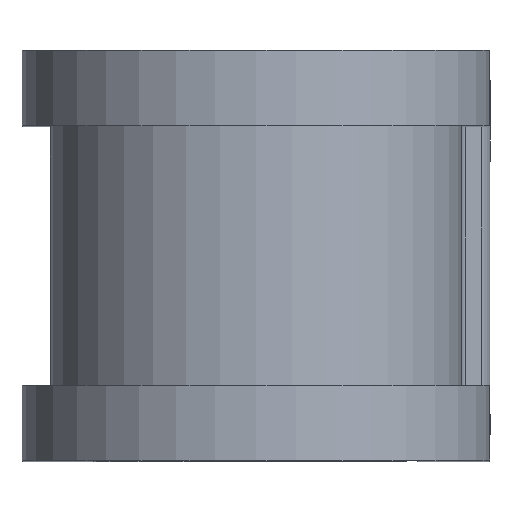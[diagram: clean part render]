
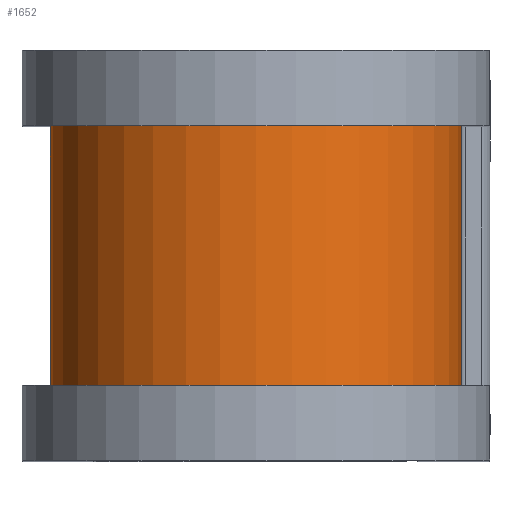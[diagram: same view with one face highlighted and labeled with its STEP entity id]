
A CAD part, top view. The second image highlights one B-rep face of the part: STEP entity #1652.
In plain terms, the highlighted cylindrical face has radius 11.062 mm (diameter 22.123 mm), a partial arc.
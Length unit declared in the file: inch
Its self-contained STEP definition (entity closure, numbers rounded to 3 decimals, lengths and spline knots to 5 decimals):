
#26 = CIRCLE ( 'NONE', #747, 0.4355 ) ;
#103 = CARTESIAN_POINT ( 'NONE',  ( 0., -0.275, 0.687 ) ) ;
#168 = EDGE_CURVE ( 'NONE', #530, #681, #2072, .T. ) ;
#169 = VERTEX_POINT ( 'NONE', #1562 ) ;
#262 = DIRECTION ( 'NONE',  ( 0., 0., -1. ) ) ;
#292 = LINE ( 'NONE', #1521, #1987 ) ;
#324 = DIRECTION ( 'NONE',  ( 0., -1., 0. ) ) ;
#530 = VERTEX_POINT ( 'NONE', #711 ) ;
#587 = CARTESIAN_POINT ( 'NONE',  ( 0., 0.375, 0.687 ) ) ;
#607 = ORIENTED_EDGE ( 'NONE', *, *, #881, .F. ) ;
#681 = VERTEX_POINT ( 'NONE', #1037 ) ;
#711 = CARTESIAN_POINT ( 'NONE',  ( 0.4355, -0.275, 0.687 ) ) ;
#747 = AXIS2_PLACEMENT_3D ( 'NONE', #920, #2067, #1078 ) ;
#751 = DIRECTION ( 'NONE',  ( 0., -1., 0. ) ) ;
#881 = EDGE_CURVE ( 'NONE', #1203, #530, #2101, .T. ) ;
#885 = ORIENTED_EDGE ( 'NONE', *, *, #168, .F. ) ;
#920 = CARTESIAN_POINT ( 'NONE',  ( 0., 0.275, 0.687 ) ) ;
#961 = EDGE_CURVE ( 'NONE', #169, #681, #292, .T. ) ;
#982 = CARTESIAN_POINT ( 'NONE',  ( 0.4355, 0.375, 0.687 ) ) ;
#1023 = ORIENTED_EDGE ( 'NONE', *, *, #1630, .T. ) ;
#1037 = CARTESIAN_POINT ( 'NONE',  ( -0.4355, -0.275, 0.687 ) ) ;
#1051 = DIRECTION ( 'NONE',  ( 0., -1., 0. ) ) ;
#1070 = AXIS2_PLACEMENT_3D ( 'NONE', #587, #751, #1730 ) ;
#1078 = DIRECTION ( 'NONE',  ( 0., 0., -1. ) ) ;
#1098 = ORIENTED_EDGE ( 'NONE', *, *, #961, .T. ) ;
#1162 = CARTESIAN_POINT ( 'NONE',  ( 0.4355, 0.275, 0.687 ) ) ;
#1203 = VERTEX_POINT ( 'NONE', #1162 ) ;
#1231 = VECTOR ( 'NONE', #324, 39.37008 ) ;
#1243 = FACE_OUTER_BOUND ( 'NONE', #1380, .T. ) ;
#1250 = DIRECTION ( 'NONE',  ( 0., -1., 0. ) ) ;
#1380 = EDGE_LOOP ( 'NONE', ( #607, #1023, #1098, #885 ) ) ;
#1521 = CARTESIAN_POINT ( 'NONE',  ( -0.4355, 0.375, 0.687 ) ) ;
#1562 = CARTESIAN_POINT ( 'NONE',  ( -0.4355, 0.275, 0.687 ) ) ;
#1606 = CYLINDRICAL_SURFACE ( 'NONE', #1070, 0.4355 ) ;
#1630 = EDGE_CURVE ( 'NONE', #1203, #169, #26, .T. ) ;
#1652 = ADVANCED_FACE ( 'NONE', ( #1243 ), #1606, .T. ) ;
#1730 = DIRECTION ( 'NONE',  ( 0., 0., -1. ) ) ;
#1816 = AXIS2_PLACEMENT_3D ( 'NONE', #103, #1250, #262 ) ;
#1987 = VECTOR ( 'NONE', #1051, 39.37008 ) ;
#2067 = DIRECTION ( 'NONE',  ( 0., -1., 0. ) ) ;
#2072 = CIRCLE ( 'NONE', #1816, 0.4355 ) ;
#2101 = LINE ( 'NONE', #982, #1231 ) ;
